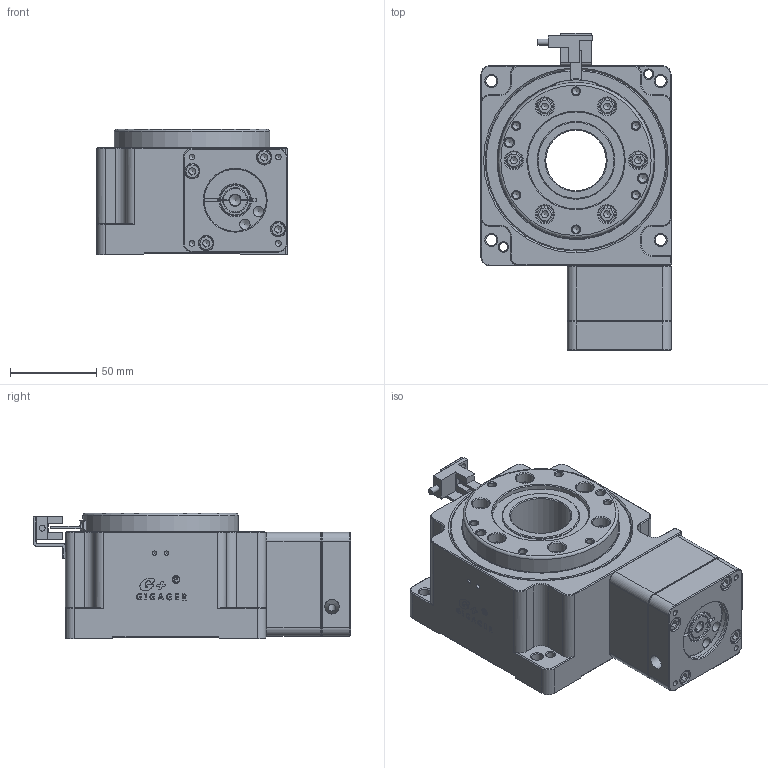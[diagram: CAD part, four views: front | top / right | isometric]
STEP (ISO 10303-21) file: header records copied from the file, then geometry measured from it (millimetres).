
FILE_DESCRIPTION (( 'STEP AP203' ), '1' );
FILE_NAME ('GSHR100-30K-ST2.step', '2021-06-01T02:19:07', ( 'Microsoft' ), ( 'Microsoft' ), 'SwSTEP 2.0', 'SolidWorks 2019', '' );
FILE_SCHEMA (( 'CONFIG_CONTROL_DESIGN' ));
Length unit declared in the file: millimetre
Products named in the file (1): GSHR100-30K-ST2
Bounding box: 110 x 183.5 x 72.5 mm (x, y, z)
Volume: 717087.8 mm3; surface area: 182417.5 mm2
Topology: 29 solids, 30 shells, 1220 faces, 2930 edges, 1838 vertices
Faces by surface type: plane 612, cylinder 273, cone 194, bspline 97, torus 44
Full cylindrical faces by diameter (mm): 2.05 x2, 2.5 x10, 3.3 x4, 3.5 x3, 3.752 x1, 4.2 x23, 4.369 x1, 5 x26, 5.3 x14, 5.5 x9, 6 x2, 6.35 x1, 6.5 x4, 6.8 x1, 8.5 x24, 9 x4, 10 x6, 14 x2, 14.4 x1, 14.9 x1, 15 x1, 15.8 x1, 20 x3, 28 x1, 35 x2, 35.5 x1, 36 x1, 38.5 x1, 42 x1, 42.6 x1
Entity records: 36170 total; most frequent: CARTESIAN_POINT 9988, DIRECTION 5250, ORIENTED_EDGE 4940, EDGE_CURVE 2470, AXIS2_PLACEMENT_3D 1956, EDGE_LOOP 1733, VERTEX_POINT 1719, FACE_OUTER_BOUND 1417
